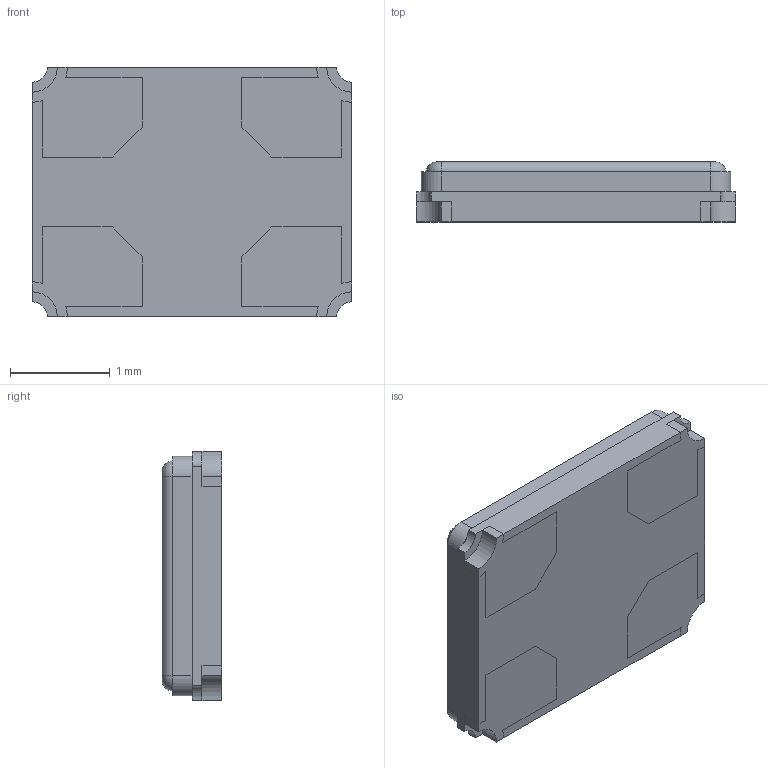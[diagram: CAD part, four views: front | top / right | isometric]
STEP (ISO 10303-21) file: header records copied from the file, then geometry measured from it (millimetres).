
FILE_DESCRIPTION (( 'STEP AP214' ), '1' );
FILE_NAME ('Assem1.STEP', '2021-06-03T07:10:18', ( '' ), ( '' ), 'SwSTEP 2.0', 'SolidWorks 2018', '' );
FILE_SCHEMA (( 'AUTOMOTIVE_DESIGN' ));
Length unit declared in the file: millimetre
Products named in the file (2): Assem1
Bounding box: 3.2 x 0.6 x 2.5 mm (x, y, z)
Volume: 4.5 mm3; surface area: 61.6 mm2
Topology: 7 solids, 7 shells, 110 faces, 288 edges, 192 vertices
Faces by surface type: plane 74, cylinder 32, torus 4
Entity records: 4477 total; most frequent: CARTESIAN_POINT 592, DIRECTION 584, ORIENTED_EDGE 576, EDGE_CURVE 288, VECTOR 216, LINE 216, VERTEX_POINT 192, AXIS2_PLACEMENT_3D 184
